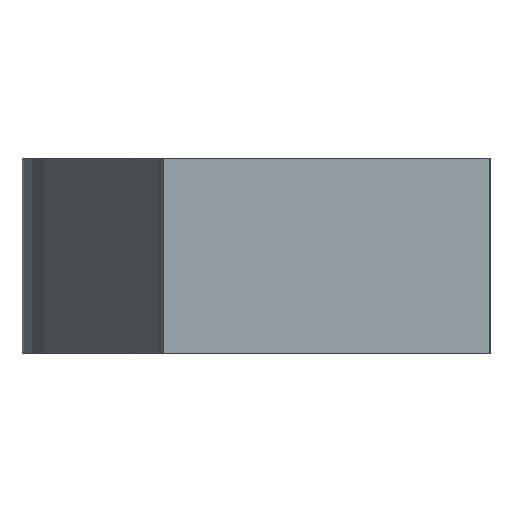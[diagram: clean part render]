
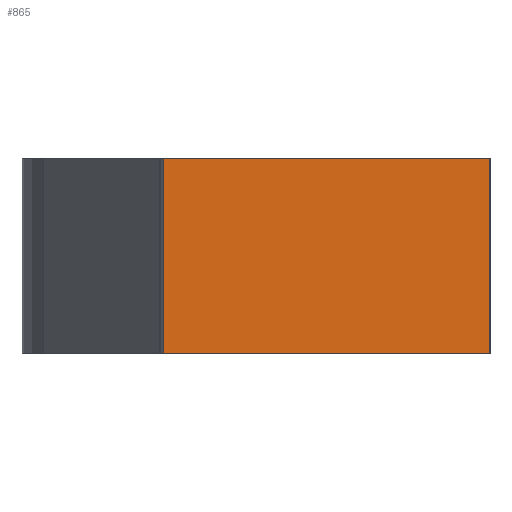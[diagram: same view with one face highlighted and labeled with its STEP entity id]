
A CAD part, left-side view. The second image highlights one B-rep face of the part: STEP entity #865.
In plain terms, the highlighted planar face has unit normal (-1, 0, 0).
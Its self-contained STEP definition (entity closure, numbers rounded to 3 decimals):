
#45=CARTESIAN_POINT('',(0.,50.,-30.));
#46=VERTEX_POINT('',#45);
#47=CARTESIAN_POINT('',(0.0,0.0,-30.));
#48=VERTEX_POINT('',#47);
#49=CARTESIAN_POINT('',(0.,50.,-30.));
#50=DIRECTION('',(0.0,-1.0,0.0));
#51=VECTOR('',#50,1.0);
#52=LINE('',#49,#51);
#53=EDGE_CURVE('',#46,#48,#52,.T.);
#500=CARTESIAN_POINT('',(0.,50.,0.0));
#501=VERTEX_POINT('',#500);
#502=CARTESIAN_POINT('',(0.0,0.0,0.0));
#503=VERTEX_POINT('',#502);
#504=CARTESIAN_POINT('',(0.,50.,0.0));
#505=DIRECTION('',(0.0,-1.0,0.0));
#506=VECTOR('',#505,1.0);
#507=LINE('',#504,#506);
#508=EDGE_CURVE('',#501,#503,#507,.T.);
#844=CARTESIAN_POINT('',(0.,50.,-30.));
#845=DIRECTION('',(-1.0,0.,0.0));
#846=DIRECTION('',(0.,-1.0,0.0));
#847=AXIS2_PLACEMENT_3D('',#844,#845,#846);
#848=PLANE('',#847);
#849=ORIENTED_EDGE('',*,*,#508,.F.);
#850=CARTESIAN_POINT('',(0.,50.,-30.));
#851=DIRECTION('',(0.0,0.0,1.0));
#852=VECTOR('',#851,1.0);
#853=LINE('',#850,#852);
#854=EDGE_CURVE('',#46,#501,#853,.T.);
#855=ORIENTED_EDGE('',*,*,#854,.F.);
#856=ORIENTED_EDGE('',*,*,#53,.T.);
#857=CARTESIAN_POINT('',(0.0,0.0,-30.));
#858=DIRECTION('',(0.0,0.0,1.0));
#859=VECTOR('',#858,1.0);
#860=LINE('',#857,#859);
#861=EDGE_CURVE('',#48,#503,#860,.T.);
#862=ORIENTED_EDGE('',*,*,#861,.T.);
#863=EDGE_LOOP('',(#849,#855,#856,#862));
#864=FACE_OUTER_BOUND('',#863,.T.);
#865=ADVANCED_FACE('',(#864),#848,.T.);
